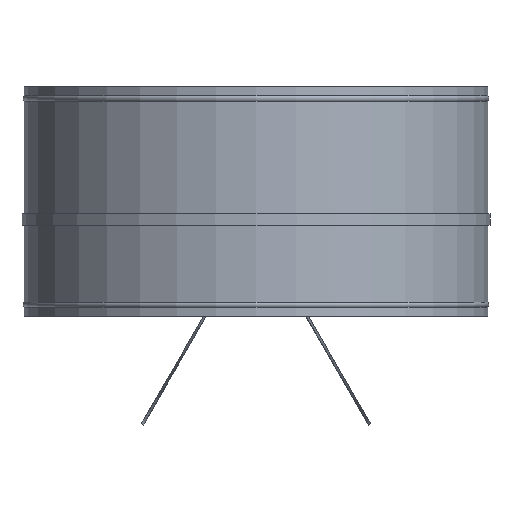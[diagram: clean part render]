
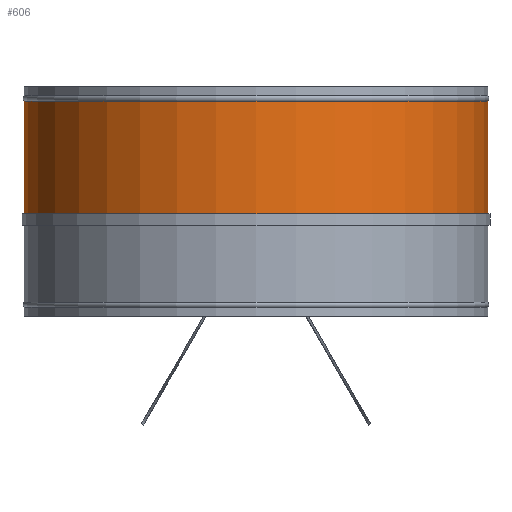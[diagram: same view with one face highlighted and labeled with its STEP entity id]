
A CAD part, front view. The second image highlights one B-rep face of the part: STEP entity #606.
In plain terms, the highlighted cylindrical face has radius 200 mm (diameter 400 mm), a partial arc.
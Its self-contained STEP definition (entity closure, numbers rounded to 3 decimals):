
#1 = DIRECTION ( 'NONE',  ( 0., 0., 1. ) ) ;
#3 = LINE ( 'NONE', #620, #748 ) ;
#6 = DIRECTION ( 'NONE',  ( 0., 0., 1. ) ) ;
#11 = DIRECTION ( 'NONE',  ( 1., 0., 0. ) ) ;
#79 = DIRECTION ( 'NONE',  ( 1., 0., 0. ) ) ;
#82 = DIRECTION ( 'NONE',  ( 0., 0., 1. ) ) ;
#110 = VERTEX_POINT ( 'NONE', #622 ) ;
#144 = CYLINDRICAL_SURFACE ( 'NONE', #261, 200. ) ;
#164 = FACE_OUTER_BOUND ( 'NONE', #277, .T. ) ;
#175 = DIRECTION ( 'NONE',  ( 0., 0., 1. ) ) ;
#210 = VERTEX_POINT ( 'NONE', #342 ) ;
#214 = CARTESIAN_POINT ( 'NONE',  ( 0., 0., 86.764 ) ) ;
#261 = AXIS2_PLACEMENT_3D ( 'NONE', #600, #82, #11 ) ;
#277 = EDGE_LOOP ( 'NONE', ( #738, #716, #543, #457 ) ) ;
#299 = CIRCLE ( 'NONE', #682, 200. ) ;
#342 = CARTESIAN_POINT ( 'NONE',  ( -200., 0., -10.53 ) ) ;
#355 = EDGE_CURVE ( 'NONE', #571, #923, #690, .T. ) ;
#399 = AXIS2_PLACEMENT_3D ( 'NONE', #214, #6, #79 ) ;
#431 = CARTESIAN_POINT ( 'NONE',  ( 0., 0., -10.53 ) ) ;
#440 = DIRECTION ( 'NONE',  ( 0., 0., 1. ) ) ;
#457 = ORIENTED_EDGE ( 'NONE', *, *, #355, .F. ) ;
#511 = DIRECTION ( 'NONE',  ( 1., 0., 0. ) ) ;
#543 = ORIENTED_EDGE ( 'NONE', *, *, #855, .T. ) ;
#552 = EDGE_CURVE ( 'NONE', #210, #110, #299, .T. ) ;
#571 = VERTEX_POINT ( 'NONE', #655 ) ;
#575 = EDGE_CURVE ( 'NONE', #210, #571, #581, .T. ) ;
#581 = LINE ( 'NONE', #878, #761 ) ;
#600 = CARTESIAN_POINT ( 'NONE',  ( 0., 0., 0. ) ) ;
#606 = ADVANCED_FACE ( 'NONE', ( #164 ), #144, .T. ) ;
#620 = CARTESIAN_POINT ( 'NONE',  ( 200., 0., 0. ) ) ;
#622 = CARTESIAN_POINT ( 'NONE',  ( 200., 0., -10.53 ) ) ;
#655 = CARTESIAN_POINT ( 'NONE',  ( -200., 0., 86.764 ) ) ;
#682 = AXIS2_PLACEMENT_3D ( 'NONE', #431, #1, #511 ) ;
#690 = CIRCLE ( 'NONE', #399, 200. ) ;
#716 = ORIENTED_EDGE ( 'NONE', *, *, #552, .T. ) ;
#738 = ORIENTED_EDGE ( 'NONE', *, *, #575, .F. ) ;
#748 = VECTOR ( 'NONE', #175, 1000. ) ;
#761 = VECTOR ( 'NONE', #440, 1000. ) ;
#853 = CARTESIAN_POINT ( 'NONE',  ( 200., 0., 86.764 ) ) ;
#855 = EDGE_CURVE ( 'NONE', #110, #923, #3, .T. ) ;
#878 = CARTESIAN_POINT ( 'NONE',  ( -200., 0., 0. ) ) ;
#923 = VERTEX_POINT ( 'NONE', #853 ) ;
